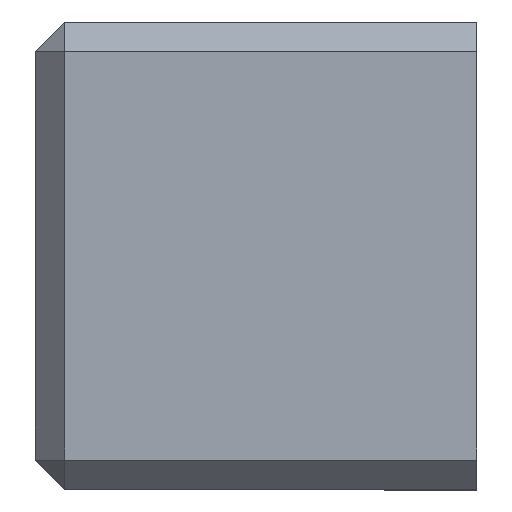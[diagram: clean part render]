
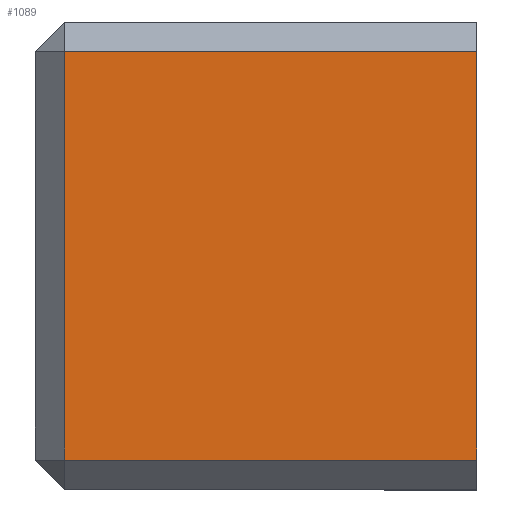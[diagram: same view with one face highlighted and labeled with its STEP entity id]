
A CAD part, top view. The second image highlights one B-rep face of the part: STEP entity #1089.
In plain terms, the highlighted planar face has unit normal (0, 0, 1).
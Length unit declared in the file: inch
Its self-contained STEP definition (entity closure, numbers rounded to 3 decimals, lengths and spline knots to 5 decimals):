
#30 = CARTESIAN_POINT ( 'NONE',  ( 2.345, -1.01189, 0.375 ) ) ;
#34 = CARTESIAN_POINT ( 'NONE',  ( 2.22, -1.04189, 0.375 ) ) ;
#130 = VECTOR ( 'NONE', #2320, 39.37008 ) ;
#170 = DIRECTION ( 'NONE',  ( 0., -1., 0. ) ) ;
#203 = EDGE_CURVE ( 'NONE', #1944, #2196, #2183, .T. ) ;
#276 = EDGE_CURVE ( 'NONE', #1730, #2196, #1135, .T. ) ;
#421 = CARTESIAN_POINT ( 'NONE',  ( 1.92, -1.04189, 0.375 ) ) ;
#507 = EDGE_CURVE ( 'NONE', #1944, #697, #2159, .T. ) ;
#522 = VECTOR ( 'NONE', #1918, 39.37008 ) ;
#601 = CARTESIAN_POINT ( 'NONE',  ( 2.345, -0.59, 0.375 ) ) ;
#610 = ORIENTED_EDGE ( 'NONE', *, *, #507, .T. ) ;
#697 = VERTEX_POINT ( 'NONE', #1747 ) ;
#813 = VECTOR ( 'NONE', #170, 39.37008 ) ;
#976 = DIRECTION ( 'NONE',  ( 1., 0., 0. ) ) ;
#979 = DIRECTION ( 'NONE',  ( 0., 0., 1. ) ) ;
#1003 = CARTESIAN_POINT ( 'NONE',  ( 1.92, -1.01189, 0.375 ) ) ;
#1051 = VECTOR ( 'NONE', #976, 39.37008 ) ;
#1089 = ADVANCED_FACE ( 'NONE', ( #1155 ), #2302, .T. ) ;
#1135 = LINE ( 'NONE', #30, #1051 ) ;
#1155 = FACE_OUTER_BOUND ( 'NONE', #2185, .T. ) ;
#1178 = ORIENTED_EDGE ( 'NONE', *, *, #203, .F. ) ;
#1353 = ORIENTED_EDGE ( 'NONE', *, *, #1952, .T. ) ;
#1559 = CARTESIAN_POINT ( 'NONE',  ( 1.89, -0.59, 0.375 ) ) ;
#1605 = AXIS2_PLACEMENT_3D ( 'NONE', #34, #979, #2104 ) ;
#1730 = VERTEX_POINT ( 'NONE', #1003 ) ;
#1747 = CARTESIAN_POINT ( 'NONE',  ( 1.92, -0.59, 0.375 ) ) ;
#1834 = CARTESIAN_POINT ( 'NONE',  ( 2.345, -0.56, 0.375 ) ) ;
#1918 = DIRECTION ( 'NONE',  ( 0., -1., 0. ) ) ;
#1944 = VERTEX_POINT ( 'NONE', #601 ) ;
#1952 = EDGE_CURVE ( 'NONE', #697, #1730, #2074, .T. ) ;
#2074 = LINE ( 'NONE', #421, #522 ) ;
#2104 = DIRECTION ( 'NONE',  ( 1., 0., 0. ) ) ;
#2105 = ORIENTED_EDGE ( 'NONE', *, *, #276, .T. ) ;
#2159 = LINE ( 'NONE', #1559, #130 ) ;
#2183 = LINE ( 'NONE', #1834, #813 ) ;
#2185 = EDGE_LOOP ( 'NONE', ( #1353, #2105, #1178, #610 ) ) ;
#2196 = VERTEX_POINT ( 'NONE', #2399 ) ;
#2302 = PLANE ( 'NONE',  #1605 ) ;
#2320 = DIRECTION ( 'NONE',  ( -1., 0., 0. ) ) ;
#2399 = CARTESIAN_POINT ( 'NONE',  ( 2.345, -1.01189, 0.375 ) ) ;
